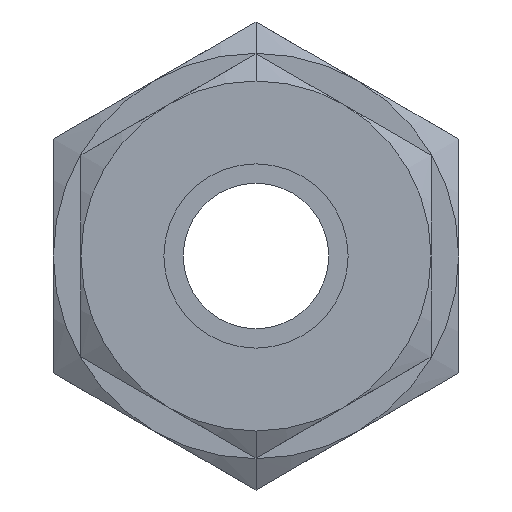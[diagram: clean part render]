
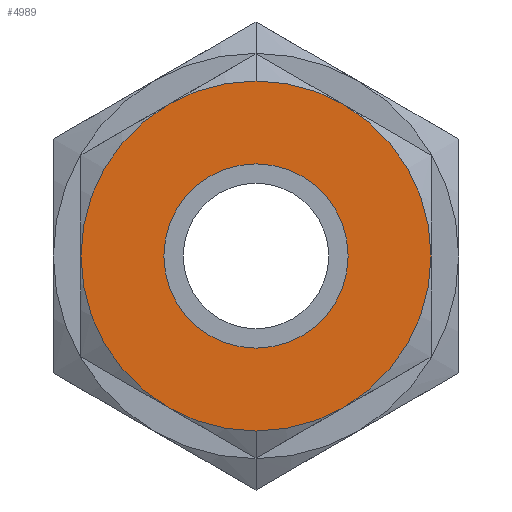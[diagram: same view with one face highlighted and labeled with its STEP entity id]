
A CAD part, left-side view. The second image highlights one B-rep face of the part: STEP entity #4989.
In plain terms, the highlighted planar face has unit normal (-1, 0, 0).
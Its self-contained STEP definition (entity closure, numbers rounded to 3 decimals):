
#89 = VERTEX_POINT ( 'NONE', #3695 ) ;
#208 = CARTESIAN_POINT ( 'NONE',  ( 0., 0., -5. ) ) ;
#596 = CIRCLE ( 'NONE', #8499, 5. ) ;
#979 = DIRECTION ( 'NONE',  ( -1., 0., 0. ) ) ;
#1209 = DIRECTION ( 'NONE',  ( 0., 0., -1. ) ) ;
#1443 = AXIS2_PLACEMENT_3D ( 'NONE', #4778, #3436, #1209 ) ;
#1507 = CIRCLE ( 'NONE', #8045, 5. ) ;
#1790 = FACE_OUTER_BOUND ( 'NONE', #2893, .T. ) ;
#2138 = CARTESIAN_POINT ( 'NONE',  ( 0., 0., 0. ) ) ;
#2221 = DIRECTION ( 'NONE',  ( 0., 0., -1. ) ) ;
#2232 = DIRECTION ( 'NONE',  ( 0., 0., 1. ) ) ;
#2247 = EDGE_CURVE ( 'NONE', #5366, #89, #7525, .T. ) ;
#2364 = PLANE ( 'NONE',  #6231 ) ;
#2412 = FACE_BOUND ( 'NONE', #3068, .T. ) ;
#2893 = EDGE_LOOP ( 'NONE', ( #6661, #8465 ) ) ;
#2943 = DIRECTION ( 'NONE',  ( 1., 0., 0. ) ) ;
#3068 = EDGE_LOOP ( 'NONE', ( #4357, #3311 ) ) ;
#3311 = ORIENTED_EDGE ( 'NONE', *, *, #3426, .T. ) ;
#3426 = EDGE_CURVE ( 'NONE', #5253, #8554, #596, .T. ) ;
#3436 = DIRECTION ( 'NONE',  ( 1., 0., 0. ) ) ;
#3604 = DIRECTION ( 'NONE',  ( 1., 0., 0. ) ) ;
#3695 = CARTESIAN_POINT ( 'NONE',  ( 0., 0., 9.5 ) ) ;
#3810 = EDGE_CURVE ( 'NONE', #8554, #5253, #1507, .T. ) ;
#3961 = AXIS2_PLACEMENT_3D ( 'NONE', #8752, #2943, #8797 ) ;
#4357 = ORIENTED_EDGE ( 'NONE', *, *, #3810, .T. ) ;
#4778 = CARTESIAN_POINT ( 'NONE',  ( 0., 0., 0. ) ) ;
#4881 = CARTESIAN_POINT ( 'NONE',  ( 0., 0., 0. ) ) ;
#4989 = ADVANCED_FACE ( 'NONE', ( #2412, #1790 ), #2364, .T. ) ;
#5253 = VERTEX_POINT ( 'NONE', #6065 ) ;
#5316 = CARTESIAN_POINT ( 'NONE',  ( 0., 0., 4.75 ) ) ;
#5366 = VERTEX_POINT ( 'NONE', #5539 ) ;
#5491 = CIRCLE ( 'NONE', #3961, 9.5 ) ;
#5539 = CARTESIAN_POINT ( 'NONE',  ( 0., 0., -9.5 ) ) ;
#5852 = EDGE_CURVE ( 'NONE', #89, #5366, #5491, .T. ) ;
#6065 = CARTESIAN_POINT ( 'NONE',  ( 0., 0., 5. ) ) ;
#6231 = AXIS2_PLACEMENT_3D ( 'NONE', #5316, #979, #6791 ) ;
#6661 = ORIENTED_EDGE ( 'NONE', *, *, #5852, .F. ) ;
#6791 = DIRECTION ( 'NONE',  ( 0., 0., 1. ) ) ;
#7525 = CIRCLE ( 'NONE', #1443, 9.5 ) ;
#8045 = AXIS2_PLACEMENT_3D ( 'NONE', #4881, #9019, #2221 ) ;
#8465 = ORIENTED_EDGE ( 'NONE', *, *, #2247, .F. ) ;
#8499 = AXIS2_PLACEMENT_3D ( 'NONE', #2138, #3604, #2232 ) ;
#8554 = VERTEX_POINT ( 'NONE', #208 ) ;
#8752 = CARTESIAN_POINT ( 'NONE',  ( 0., 0., 0. ) ) ;
#8797 = DIRECTION ( 'NONE',  ( 0., 0., 1. ) ) ;
#9019 = DIRECTION ( 'NONE',  ( 1., 0., 0. ) ) ;
